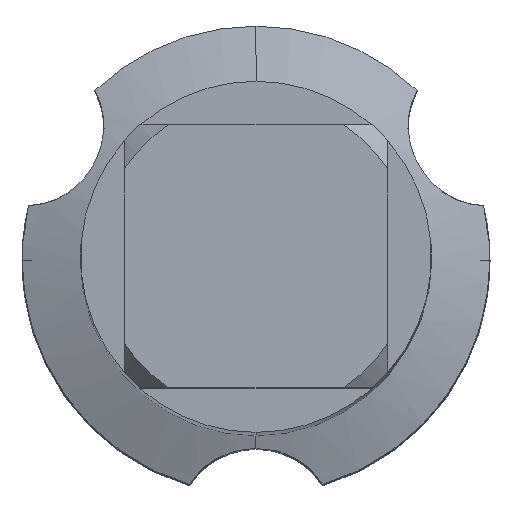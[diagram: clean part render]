
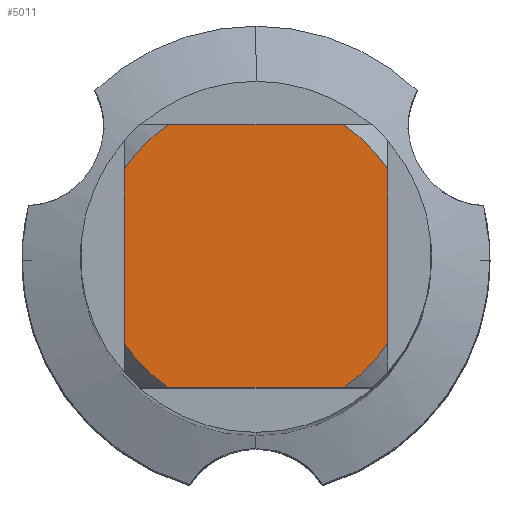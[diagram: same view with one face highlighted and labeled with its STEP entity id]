
A CAD part, top view. The second image highlights one B-rep face of the part: STEP entity #5011.
In plain terms, the highlighted planar face has unit normal (0, 0, 1).
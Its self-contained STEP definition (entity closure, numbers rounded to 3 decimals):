
#2173=EDGE_CURVE('',#2733,#4467,#6225,.T.);
#2733=VERTEX_POINT('',#6838);
#2777=EDGE_CURVE('',#2733,#4803,#6890,.T.);
#2927=VERTEX_POINT('',#7050);
#3061=VERTEX_POINT('',#7195);
#3191=EDGE_CURVE('',#2927,#4803,#7337,.T.);
#3389=EDGE_CURVE('',#2927,#5803,#7556,.T.);
#3839=EDGE_CURVE('',#5019,#4467,#8049,.T.);
#4443=EDGE_CURVE('',#5019,#3061,#8712,.T.);
#4467=VERTEX_POINT('',#8738);
#4803=VERTEX_POINT('',#9103);
#4877=EDGE_CURVE('',#5757,#5803,#9184,.T.);
#5011=ADVANCED_FACE('',(#9322),#9323,.T.);
#5019=VERTEX_POINT('',#9332);
#5425=EDGE_CURVE('',#5757,#3061,#9776,.T.);
#5757=VERTEX_POINT('',#10132);
#5803=VERTEX_POINT('',#10183);
#6225=CIRCLE('',#10777,5.4);
#6838=CARTESIAN_POINT('',(-2.985,-4.5,0.0));
#6890=LINE('',#12118,#12119);
#7050=CARTESIAN_POINT('',(4.5,-2.985,0.0));
#7195=CARTESIAN_POINT('',(-2.985,4.5,0.0));
#7337=CIRCLE('',#12968,5.4);
#7556=LINE('',#13388,#13389);
#8049=LINE('',#14454,#14455);
#8712=CIRCLE('',#15698,5.4);
#8738=CARTESIAN_POINT('',(-4.5,-2.985,0.0));
#9103=CARTESIAN_POINT('',(2.985,-4.5,0.0));
#9184=CIRCLE('',#16580,5.4);
#9322=FACE_OUTER_BOUND('',#16884,.T.);
#9323=PLANE('',#16885);
#9332=CARTESIAN_POINT('',(-4.5,2.985,0.0));
#9776=LINE('',#17688,#17689);
#10132=CARTESIAN_POINT('',(2.985,4.5,0.0));
#10183=CARTESIAN_POINT('',(4.5,2.985,0.0));
#10777=AXIS2_PLACEMENT_3D('',#19183,#19184,#19185);
#12118=CARTESIAN_POINT('',(0.0,-4.5,0.0));
#12119=VECTOR('',#19948,1.0);
#12968=AXIS2_PLACEMENT_3D('',#20384,#20385,#20386);
#13388=CARTESIAN_POINT('',(4.5,1.35,0.0));
#13389=VECTOR('',#20751,1.0);
#14454=CARTESIAN_POINT('',(-4.5,1.35,0.0));
#14455=VECTOR('',#21527,1.0);
#15698=AXIS2_PLACEMENT_3D('',#22255,#22256,#22257);
#16580=AXIS2_PLACEMENT_3D('',#22732,#22733,#22734);
#16884=EDGE_LOOP('',(#22837,#22838,#22839,#22840,#22841,#22842,#22843,#22844));
#16885=AXIS2_PLACEMENT_3D('',#22845,#22846,#22847);
#17688=CARTESIAN_POINT('',(0.0,4.5,0.0));
#17689=VECTOR('',#23346,1.0);
#19183=CARTESIAN_POINT('',(0.0,0.0,0.0));
#19184=DIRECTION('',(0.0,0.0,-1.0));
#19185=DIRECTION('',(0.0,1.0,0.0));
#19948=DIRECTION('',(1.0,0.0,0.0));
#20384=CARTESIAN_POINT('',(0.0,0.0,0.0));
#20385=DIRECTION('',(0.0,0.0,-1.0));
#20386=DIRECTION('',(0.0,1.0,0.0));
#20751=DIRECTION('',(-0.0,1.0,0.0));
#21527=DIRECTION('',(-0.0,-1.0,0.0));
#22255=CARTESIAN_POINT('',(0.0,0.0,0.0));
#22256=DIRECTION('',(0.0,0.0,-1.0));
#22257=DIRECTION('',(0.0,1.0,0.0));
#22732=CARTESIAN_POINT('',(0.0,0.0,0.0));
#22733=DIRECTION('',(0.0,0.0,-1.0));
#22734=DIRECTION('',(0.0,1.0,0.0));
#22837=ORIENTED_EDGE('',*,*,#3839,.T.);
#22838=ORIENTED_EDGE('',*,*,#2173,.F.);
#22839=ORIENTED_EDGE('',*,*,#2777,.T.);
#22840=ORIENTED_EDGE('',*,*,#3191,.F.);
#22841=ORIENTED_EDGE('',*,*,#3389,.T.);
#22842=ORIENTED_EDGE('',*,*,#4877,.F.);
#22843=ORIENTED_EDGE('',*,*,#5425,.T.);
#22844=ORIENTED_EDGE('',*,*,#4443,.F.);
#22845=CARTESIAN_POINT('',(0.0,2.7,0.0));
#22846=DIRECTION('',(-0.0,0.0,1.0));
#22847=DIRECTION('',(0.0,-1.0,0.0));
#23346=DIRECTION('',(-1.0,0.0,0.0));
